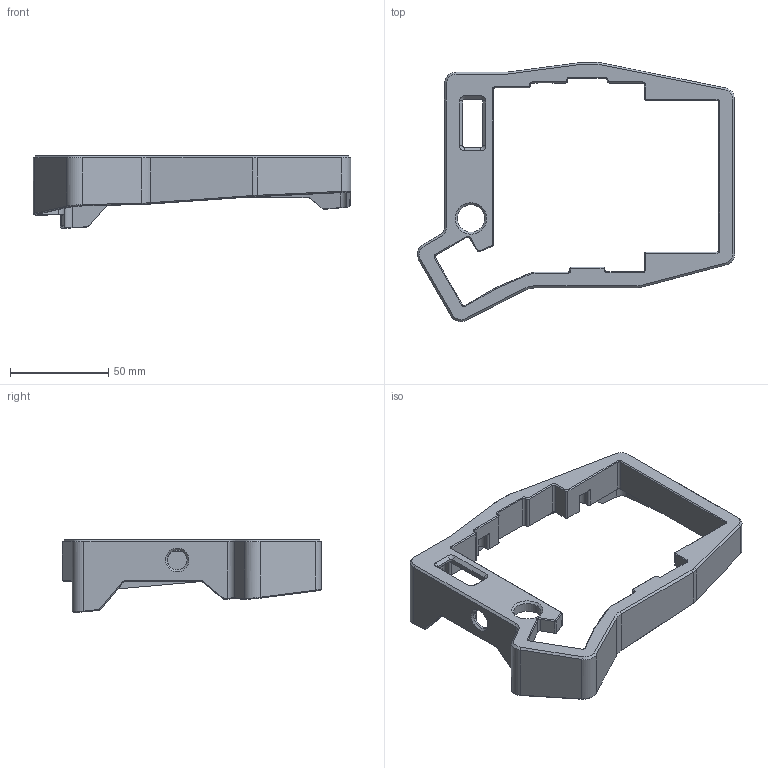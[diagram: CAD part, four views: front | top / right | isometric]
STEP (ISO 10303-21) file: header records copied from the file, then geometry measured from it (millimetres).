
FILE_DESCRIPTION(/* description */ (''),/* implementation_level */ '2;1');
FILE_NAME(/* name */ 'top_right.step',/* time_stamp */ '2022-08-17T10:41:57+02:00',/* author */ (''),/* organization */ (''),/* preprocessor_version */ 'ST-DEVELOPER v19',/* originating_system */ 'Autodesk Translation Framework v11.7.0.108',/* authorisation */ '');
FILE_SCHEMA (('AUTOMOTIVE_DESIGN { 1 0 10303 214 3 1 1 }'));
Length unit declared in the file: millimetre
Products named in the file (1): top_right
Bounding box: 161.65 x 132.03 x 36.93 mm (x, y, z)
Volume: 74930.7 mm3; surface area: 35580.5 mm2
Topology: 1 solids, 1 shells, 370 faces, 969 edges, 599 vertices
Faces by surface type: plane 163, cylinder 104, cone 60, bspline 39, torus 4
Full cylindrical faces by diameter (mm): 1.8 x9, 10 x1, 14 x1
Entity records: 11838 total; most frequent: CARTESIAN_POINT 2837, ORIENTED_EDGE 1920, DIRECTION 1801, EDGE_CURVE 960, LINE 619, VECTOR 619, VERTEX_POINT 599, AXIS2_PLACEMENT_3D 591
